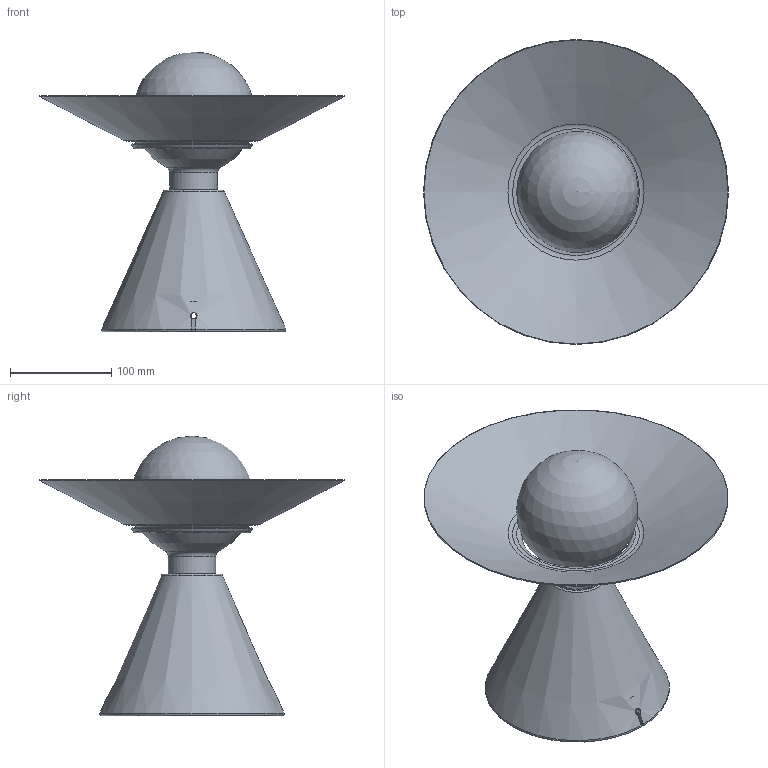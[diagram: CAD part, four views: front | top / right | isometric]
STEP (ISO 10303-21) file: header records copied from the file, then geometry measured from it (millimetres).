
FILE_DESCRIPTION(/* description */ ('Unknown'),/* implementation_level */ '2;1');
FILE_NAME(/* name */ '8967',/* time_stamp */ '2019-07-24T15:58:28+02:00',/* author */ ('Unknown'),/* organization */ ('Unknown'),/* preprocessor_version */ 'ST-DEVELOPER v16.7',/* originating_system */ 'DEX',/* authorisation */ $);
FILE_SCHEMA (('AUTOMOTIVE_DESIGN {1 0 10303 214 3 1 1}'));
Length unit declared in the file: millimetre
Products named in the file (5): FANTE_PLAF; 061000317352; LL19011M011; philips_20Wpar; 152000332994
Assembly tree (4 placements, depth 2):
  FANTE_PLAF
    061000317352
    LL19011M011
    philips_20Wpar
    152000332994
Bounding box: 300.92 x 300.92 x 276.09 mm (x, y, z)
Volume: 595385.7 mm3; surface area: 397271.1 mm2
Topology: 4 solids, 5 shells, 159 faces, 404 edges, 258 vertices
Faces by surface type: plane 74, cylinder 51, cone 17, torus 15, sphere 2
Full cylindrical faces by diameter (mm): 25.551 x1, 28.551 x1, 35 x1, 44 x1, 47 x1, 53 x1, 60 x1, 120 x1, 142 x1, 154 x1
Entity records: 4713 total; most frequent: CARTESIAN_POINT 960, DIRECTION 761, ORIENTED_EDGE 700, EDGE_CURVE 350, AXIS2_PLACEMENT_3D 290, VERTEX_POINT 245, EDGE_LOOP 213, FACE_BOUND 213
